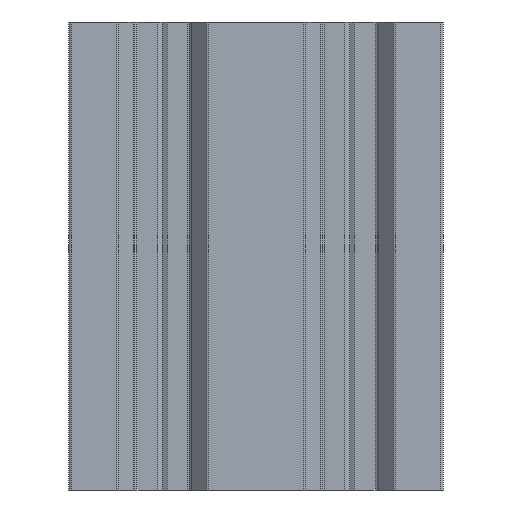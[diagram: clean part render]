
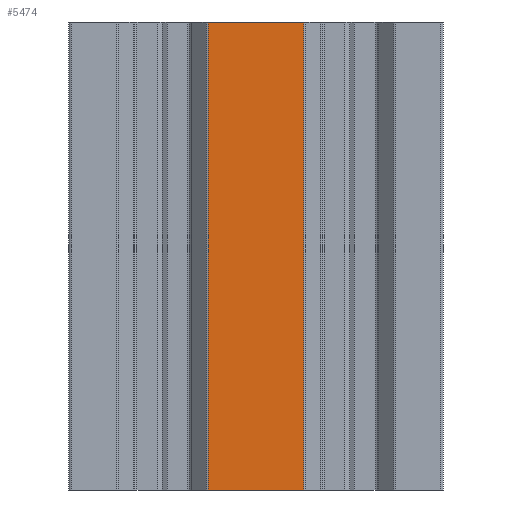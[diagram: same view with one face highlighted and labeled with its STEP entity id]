
A CAD part, front view. The second image highlights one B-rep face of the part: STEP entity #5474.
In plain terms, the highlighted planar face has unit normal (0, -1, 0).
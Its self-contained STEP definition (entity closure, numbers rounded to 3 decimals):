
#66 = VECTOR ( 'NONE', #5091, 1000. ) ;
#148 = EDGE_CURVE ( 'NONE', #1748, #2436, #2570, .T. ) ;
#679 = ORIENTED_EDGE ( 'NONE', *, *, #4648, .T. ) ;
#693 = DIRECTION ( 'NONE',  ( 0., 0., -1. ) ) ;
#697 = PLANE ( 'NONE',  #1327 ) ;
#717 = VERTEX_POINT ( 'NONE', #5653 ) ;
#1067 = VECTOR ( 'NONE', #693, 1000. ) ;
#1327 = AXIS2_PLACEMENT_3D ( 'NONE', #3603, #2645, #1695 ) ;
#1659 = LINE ( 'NONE', #4120, #3022 ) ;
#1695 = DIRECTION ( 'NONE',  ( 0., 0., 1. ) ) ;
#1748 = VERTEX_POINT ( 'NONE', #3049 ) ;
#1981 = VERTEX_POINT ( 'NONE', #2847 ) ;
#2181 = EDGE_CURVE ( 'NONE', #1981, #1748, #5703, .T. ) ;
#2284 = DIRECTION ( 'NONE',  ( 1., 0., 0. ) ) ;
#2436 = VERTEX_POINT ( 'NONE', #3984 ) ;
#2570 = LINE ( 'NONE', #4613, #66 ) ;
#2645 = DIRECTION ( 'NONE',  ( 0., 1., 0. ) ) ;
#2819 = EDGE_LOOP ( 'NONE', ( #679, #3384, #6110, #5509 ) ) ;
#2830 = CARTESIAN_POINT ( 'NONE',  ( -2.929, -10.866, 50. ) ) ;
#2847 = CARTESIAN_POINT ( 'NONE',  ( -2.929, -10.866, 50. ) ) ;
#3022 = VECTOR ( 'NONE', #5523, 1000. ) ;
#3049 = CARTESIAN_POINT ( 'NONE',  ( 7.305, -10.866, 50. ) ) ;
#3308 = LINE ( 'NONE', #2830, #1067 ) ;
#3384 = ORIENTED_EDGE ( 'NONE', *, *, #148, .F. ) ;
#3603 = CARTESIAN_POINT ( 'NONE',  ( 2.188, -10.866, 50. ) ) ;
#3866 = EDGE_CURVE ( 'NONE', #1981, #717, #3308, .T. ) ;
#3984 = CARTESIAN_POINT ( 'NONE',  ( 7.305, -10.866, 0. ) ) ;
#4120 = CARTESIAN_POINT ( 'NONE',  ( 2.188, -10.866, 0. ) ) ;
#4205 = CARTESIAN_POINT ( 'NONE',  ( -2.929, -10.866, 50. ) ) ;
#4613 = CARTESIAN_POINT ( 'NONE',  ( 7.305, -10.866, 50. ) ) ;
#4648 = EDGE_CURVE ( 'NONE', #717, #2436, #1659, .T. ) ;
#5045 = VECTOR ( 'NONE', #2284, 1000. ) ;
#5091 = DIRECTION ( 'NONE',  ( 0., 0., -1. ) ) ;
#5474 = ADVANCED_FACE ( 'NONE', ( #6103 ), #697, .F. ) ;
#5509 = ORIENTED_EDGE ( 'NONE', *, *, #3866, .T. ) ;
#5523 = DIRECTION ( 'NONE',  ( 1., 0., 0. ) ) ;
#5653 = CARTESIAN_POINT ( 'NONE',  ( -2.929, -10.866, 0. ) ) ;
#5703 = LINE ( 'NONE', #4205, #5045 ) ;
#6103 = FACE_OUTER_BOUND ( 'NONE', #2819, .T. ) ;
#6110 = ORIENTED_EDGE ( 'NONE', *, *, #2181, .F. ) ;
